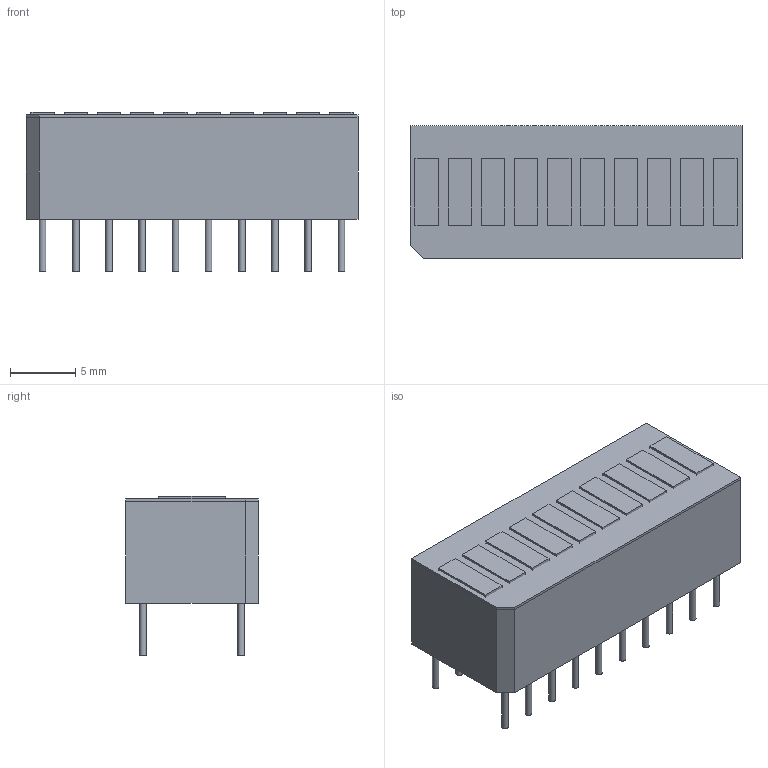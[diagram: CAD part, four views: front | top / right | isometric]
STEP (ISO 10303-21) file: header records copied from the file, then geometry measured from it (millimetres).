
FILE_DESCRIPTION(('Open CASCADE Model'),'2;1');
FILE_NAME('Open CASCADE Shape Model','2024-05-03T01:36:10',('Author'),('Open CASCADE'),'Open CASCADE STEP processor 7.7','Open CASCADE 7.7','Unknown');
FILE_SCHEMA(('AUTOMOTIVE_DESIGN { 1 0 10303 214 1 1 1 1 }'));
Length unit declared in the file: millimetre
Products named in the file (9): c18f7b94-08dc-11ef-bcbb-be47ca126161; body; body_part; face; face_part; pins; pins_part; segments; segments_part
Assembly tree (8 placements, depth 3):
  c18f7b94-08dc-11ef-bcbb-be47ca126161
    body
      body_part
    face
      face_part
    pins
      pins_part
    segments
      segments_part
Bounding box: 25.4 x 10.16 x 12.2 mm (x, y, z)
Volume: 2103.3 mm3; surface area: 1949.8 mm2
Topology: 32 solids, 32 shells, 134 faces, 210 edges, 140 vertices
Faces by surface type: plane 114, cylinder 20
Full cylindrical faces by diameter (mm): 0.5 x20
Entity records: 3149 total; most frequent: PCURVE 420, DEFINITIONAL_REPRESENTATION 420, ORIENTED_EDGE 346, CARTESIAN_POINT 273, LINE 223, EDGE_CURVE 210, SURFACE_CURVE 190, VERTEX_POINT 135
